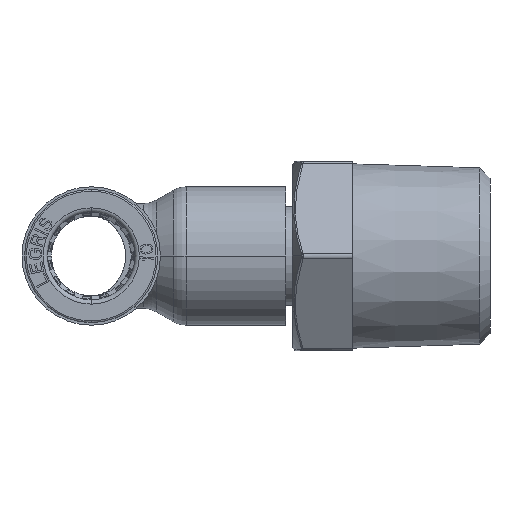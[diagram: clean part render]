
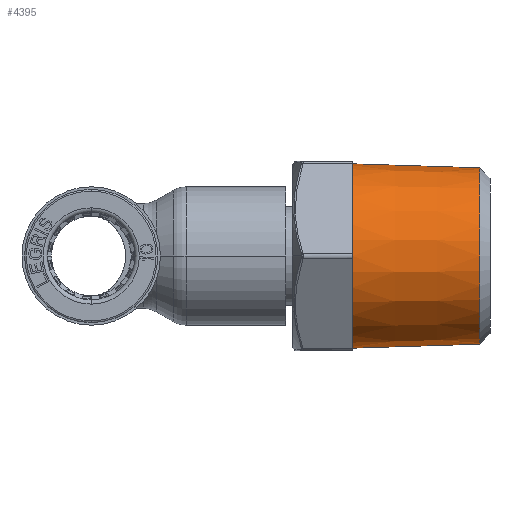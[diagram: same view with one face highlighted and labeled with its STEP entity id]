
A CAD part, left-side view. The second image highlights one B-rep face of the part: STEP entity #4395.
In plain terms, the highlighted conical face has half-angle 1.79 degrees and reference radius 10.49 mm.
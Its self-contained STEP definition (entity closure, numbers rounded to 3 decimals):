
#4395=ADVANCED_FACE('',(#9895),#9896,.T.);
#9895=FACE_OUTER_BOUND('',#20628,.T.);
#9896=CONICAL_SURFACE('',#20629,10.49,0.031);
#20628=EDGE_LOOP('',(#36515,#36516,#36517,#36518));
#20629=AXIS2_PLACEMENT_3D('',#36519,#36520,#36521);
#36515=ORIENTED_EDGE('',*,*,#49148,.F.);
#36516=ORIENTED_EDGE('',*,*,#51889,.T.);
#36517=ORIENTED_EDGE('',*,*,#49150,.F.);
#36518=ORIENTED_EDGE('',*,*,#51890,.T.);
#36519=CARTESIAN_POINT('',(0.0,-37.8,0.0));
#36520=DIRECTION('',(-0.0,1.0,-0.0));
#36521=DIRECTION('',(0.0,0.0,-1.0));
#49148=EDGE_CURVE('',#58473,#58474,#58475,.T.);
#49150=EDGE_CURVE('',#58476,#58478,#58479,.T.);
#51889=EDGE_CURVE('',#58473,#58478,#62580,.T.);
#51890=EDGE_CURVE('',#58476,#58474,#62581,.T.);
#58473=VERTEX_POINT('',#72884);
#58474=VERTEX_POINT('',#72885);
#58475=LINE('',#72886,#72887);
#58476=VERTEX_POINT('',#72888);
#58478=VERTEX_POINT('',#72890);
#58479=LINE('',#72891,#72892);
#62580=CIRCLE('',#81228,10.259);
#62581=CIRCLE('',#81229,10.721);
#72884=CARTESIAN_POINT('',(0.,-45.201,-10.259));
#72885=CARTESIAN_POINT('',(0.,-30.4,-10.721));
#72886=CARTESIAN_POINT('',(0.,-37.8,-10.49));
#72887=VECTOR('',#90232,1.0);
#72888=CARTESIAN_POINT('',(0.0,-30.4,10.721));
#72890=CARTESIAN_POINT('',(0.0,-45.201,10.259));
#72891=CARTESIAN_POINT('',(0.,-37.8,10.49));
#72892=VECTOR('',#90236,1.0);
#81228=AXIS2_PLACEMENT_3D('',#93405,#93406,#93407);
#81229=AXIS2_PLACEMENT_3D('',#93408,#93409,#93410);
#90232=DIRECTION('',(0.,1.,-0.031));
#90236=DIRECTION('',(0.,-1.,-0.031));
#93405=CARTESIAN_POINT('',(0.0,-45.201,0.0));
#93406=DIRECTION('',(0.0,1.0,0.0));
#93407=DIRECTION('',(0.0,0.0,-1.0));
#93408=CARTESIAN_POINT('',(0.0,-30.4,0.0));
#93409=DIRECTION('',(0.0,-1.0,0.0));
#93410=DIRECTION('',(0.0,0.0,-1.0));
